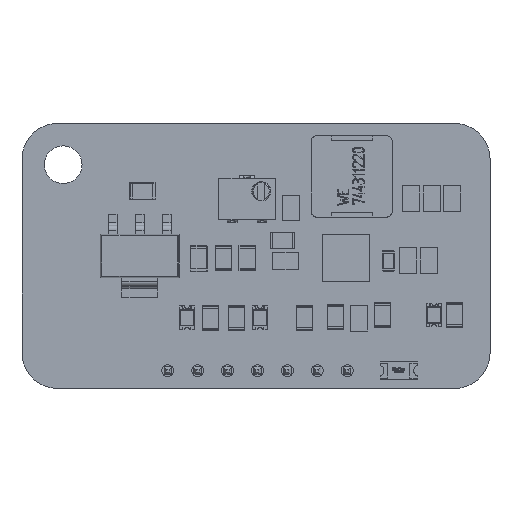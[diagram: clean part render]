
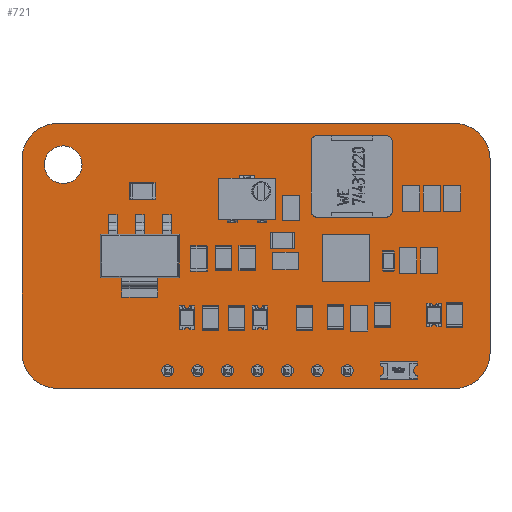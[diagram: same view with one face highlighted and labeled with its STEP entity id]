
A CAD part, top view. The second image highlights one B-rep face of the part: STEP entity #721.
In plain terms, the highlighted planar face has unit normal (0, 0, 1).
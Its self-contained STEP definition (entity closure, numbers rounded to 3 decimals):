
#168 = VERTEX_POINT('',#169);
#169 = CARTESIAN_POINT('',(54.5,31.,0.411));
#175 = EDGE_CURVE('',#168,#176,#178,.T.);
#176 = VERTEX_POINT('',#177);
#177 = CARTESIAN_POINT('',(54.5,47.5,0.411));
#178 = LINE('',#179,#180);
#179 = CARTESIAN_POINT('',(54.5,31.,0.411));
#180 = VECTOR('',#181,1.);
#181 = DIRECTION('',(0.,1.,0.));
#206 = EDGE_CURVE('',#176,#207,#209,.T.);
#207 = VERTEX_POINT('',#208);
#208 = CARTESIAN_POINT('',(57.5,50.5,0.411));
#209 = CIRCLE('',#210,3.001);
#210 = AXIS2_PLACEMENT_3D('',#211,#212,#213);
#211 = CARTESIAN_POINT('',(57.501,47.499,0.411));
#212 = DIRECTION('',(0.,0.,-1.));
#213 = DIRECTION('',(-1.,0.,0.));
#239 = EDGE_CURVE('',#207,#240,#242,.T.);
#240 = VERTEX_POINT('',#241);
#241 = CARTESIAN_POINT('',(91.25,50.5,0.411));
#242 = LINE('',#243,#244);
#243 = CARTESIAN_POINT('',(57.5,50.5,0.411));
#244 = VECTOR('',#245,1.);
#245 = DIRECTION('',(1.,0.,0.));
#270 = EDGE_CURVE('',#240,#271,#273,.T.);
#271 = VERTEX_POINT('',#272);
#272 = CARTESIAN_POINT('',(94.25,47.5,0.411));
#273 = CIRCLE('',#274,3.001);
#274 = AXIS2_PLACEMENT_3D('',#275,#276,#277);
#275 = CARTESIAN_POINT('',(91.249,47.499,0.411));
#276 = DIRECTION('',(0.,0.,-1.));
#277 = DIRECTION('',(0.,1.,0.));
#303 = EDGE_CURVE('',#271,#304,#306,.T.);
#304 = VERTEX_POINT('',#305);
#305 = CARTESIAN_POINT('',(94.25,31.,0.411));
#306 = LINE('',#307,#308);
#307 = CARTESIAN_POINT('',(94.25,47.5,0.411));
#308 = VECTOR('',#309,1.);
#309 = DIRECTION('',(0.,-1.,0.));
#334 = EDGE_CURVE('',#304,#335,#337,.T.);
#335 = VERTEX_POINT('',#336);
#336 = CARTESIAN_POINT('',(91.25,27.992,0.411));
#337 = CIRCLE('',#338,3.015);
#338 = AXIS2_PLACEMENT_3D('',#339,#340,#341);
#339 = CARTESIAN_POINT('',(91.235,31.007,0.411));
#340 = DIRECTION('',(0.,0.,-1.));
#341 = DIRECTION('',(1.,-0.002,0.));
#367 = EDGE_CURVE('',#335,#368,#370,.T.);
#368 = VERTEX_POINT('',#369);
#369 = CARTESIAN_POINT('',(57.5,28.,0.411));
#370 = LINE('',#371,#372);
#371 = CARTESIAN_POINT('',(91.25,27.992,0.411));
#372 = VECTOR('',#373,1.);
#373 = DIRECTION('',(-1.,0.,0.));
#398 = EDGE_CURVE('',#368,#168,#399,.T.);
#399 = CIRCLE('',#400,3.001);
#400 = AXIS2_PLACEMENT_3D('',#401,#402,#403);
#401 = CARTESIAN_POINT('',(57.501,31.001,0.411));
#402 = DIRECTION('',(0.,0.,-1.));
#403 = DIRECTION('',(0.,-1.,-0.));
#424 = VERTEX_POINT('',#425);
#425 = CARTESIAN_POINT('',(69.93,29.5,0.411));
#431 = EDGE_CURVE('',#424,#424,#432,.T.);
#432 = CIRCLE('',#433,0.51);
#433 = AXIS2_PLACEMENT_3D('',#434,#435,#436);
#434 = CARTESIAN_POINT('',(69.42,29.5,0.411));
#435 = DIRECTION('',(0.,0.,1.));
#436 = DIRECTION('',(1.,0.,-0.));
#457 = VERTEX_POINT('',#458);
#458 = CARTESIAN_POINT('',(72.47,29.5,0.411));
#464 = EDGE_CURVE('',#457,#457,#465,.T.);
#465 = CIRCLE('',#466,0.51);
#466 = AXIS2_PLACEMENT_3D('',#467,#468,#469);
#467 = CARTESIAN_POINT('',(71.96,29.5,0.411));
#468 = DIRECTION('',(0.,0.,1.));
#469 = DIRECTION('',(1.,0.,-0.));
#490 = VERTEX_POINT('',#491);
#491 = CARTESIAN_POINT('',(59.6,47.,0.411));
#497 = EDGE_CURVE('',#490,#490,#498,.T.);
#498 = CIRCLE('',#499,1.6);
#499 = AXIS2_PLACEMENT_3D('',#500,#501,#502);
#500 = CARTESIAN_POINT('',(58.,47.,0.411));
#501 = DIRECTION('',(0.,0.,1.));
#502 = DIRECTION('',(1.,0.,-0.));
#523 = VERTEX_POINT('',#524);
#524 = CARTESIAN_POINT('',(67.39,29.5,0.411));
#530 = EDGE_CURVE('',#523,#523,#531,.T.);
#531 = CIRCLE('',#532,0.51);
#532 = AXIS2_PLACEMENT_3D('',#533,#534,#535);
#533 = CARTESIAN_POINT('',(66.88,29.5,0.411));
#534 = DIRECTION('',(0.,0.,1.));
#535 = DIRECTION('',(1.,0.,-0.));
#556 = VERTEX_POINT('',#557);
#557 = CARTESIAN_POINT('',(80.09,29.5,0.411));
#563 = EDGE_CURVE('',#556,#556,#564,.T.);
#564 = CIRCLE('',#565,0.51);
#565 = AXIS2_PLACEMENT_3D('',#566,#567,#568);
#566 = CARTESIAN_POINT('',(79.58,29.5,0.411));
#567 = DIRECTION('',(0.,0.,1.));
#568 = DIRECTION('',(1.,0.,-0.));
#589 = VERTEX_POINT('',#590);
#590 = CARTESIAN_POINT('',(82.63,29.5,0.411));
#596 = EDGE_CURVE('',#589,#589,#597,.T.);
#597 = CIRCLE('',#598,0.51);
#598 = AXIS2_PLACEMENT_3D('',#599,#600,#601);
#599 = CARTESIAN_POINT('',(82.12,29.5,0.411));
#600 = DIRECTION('',(0.,0.,1.));
#601 = DIRECTION('',(1.,0.,-0.));
#622 = VERTEX_POINT('',#623);
#623 = CARTESIAN_POINT('',(75.01,29.5,0.411));
#629 = EDGE_CURVE('',#622,#622,#630,.T.);
#630 = CIRCLE('',#631,0.51);
#631 = AXIS2_PLACEMENT_3D('',#632,#633,#634);
#632 = CARTESIAN_POINT('',(74.5,29.5,0.411));
#633 = DIRECTION('',(0.,0.,1.));
#634 = DIRECTION('',(1.,0.,-0.));
#655 = VERTEX_POINT('',#656);
#656 = CARTESIAN_POINT('',(77.55,29.5,0.411));
#662 = EDGE_CURVE('',#655,#655,#663,.T.);
#663 = CIRCLE('',#664,0.51);
#664 = AXIS2_PLACEMENT_3D('',#665,#666,#667);
#665 = CARTESIAN_POINT('',(77.04,29.5,0.411));
#666 = DIRECTION('',(0.,0.,1.));
#667 = DIRECTION('',(1.,0.,-0.));
#721 = ADVANCED_FACE('',(#722,#732,#735,#738,#741,#744,#747,#750,#753),
  #756,.F.);
#722 = FACE_BOUND('',#723,.F.);
#723 = EDGE_LOOP('',(#724,#725,#726,#727,#728,#729,#730,#731));
#724 = ORIENTED_EDGE('',*,*,#175,.T.);
#725 = ORIENTED_EDGE('',*,*,#206,.T.);
#726 = ORIENTED_EDGE('',*,*,#239,.T.);
#727 = ORIENTED_EDGE('',*,*,#270,.T.);
#728 = ORIENTED_EDGE('',*,*,#303,.T.);
#729 = ORIENTED_EDGE('',*,*,#334,.T.);
#730 = ORIENTED_EDGE('',*,*,#367,.T.);
#731 = ORIENTED_EDGE('',*,*,#398,.T.);
#732 = FACE_BOUND('',#733,.F.);
#733 = EDGE_LOOP('',(#734));
#734 = ORIENTED_EDGE('',*,*,#431,.T.);
#735 = FACE_BOUND('',#736,.F.);
#736 = EDGE_LOOP('',(#737));
#737 = ORIENTED_EDGE('',*,*,#464,.T.);
#738 = FACE_BOUND('',#739,.F.);
#739 = EDGE_LOOP('',(#740));
#740 = ORIENTED_EDGE('',*,*,#497,.T.);
#741 = FACE_BOUND('',#742,.F.);
#742 = EDGE_LOOP('',(#743));
#743 = ORIENTED_EDGE('',*,*,#530,.T.);
#744 = FACE_BOUND('',#745,.F.);
#745 = EDGE_LOOP('',(#746));
#746 = ORIENTED_EDGE('',*,*,#563,.T.);
#747 = FACE_BOUND('',#748,.F.);
#748 = EDGE_LOOP('',(#749));
#749 = ORIENTED_EDGE('',*,*,#596,.T.);
#750 = FACE_BOUND('',#751,.F.);
#751 = EDGE_LOOP('',(#752));
#752 = ORIENTED_EDGE('',*,*,#629,.T.);
#753 = FACE_BOUND('',#754,.F.);
#754 = EDGE_LOOP('',(#755));
#755 = ORIENTED_EDGE('',*,*,#662,.T.);
#756 = PLANE('',#757);
#757 = AXIS2_PLACEMENT_3D('',#758,#759,#760);
#758 = CARTESIAN_POINT('',(74.375,39.249,0.411));
#759 = DIRECTION('',(-0.,-0.,-1.));
#760 = DIRECTION('',(-1.,0.,0.));
